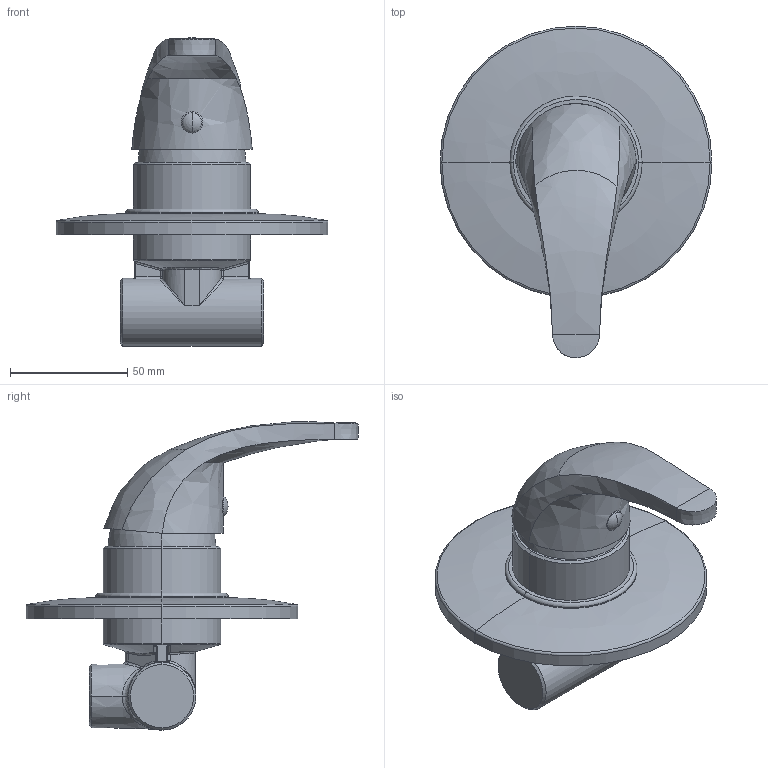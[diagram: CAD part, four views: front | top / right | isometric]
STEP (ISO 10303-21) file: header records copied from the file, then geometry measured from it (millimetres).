
FILE_DESCRIPTION((''),'2;1');
FILE_NAME('PE010CR_SW0001','2024-09-23T13:48:10',('alberto.gaboardi'),('PAFFONI SpA'),'CREO PARAMETRIC BY PTC INC, 2022124','CREO PARAMETRIC BY PTC INC, 2022124','');
FILE_SCHEMA(('CONFIG_CONTROL_DESIGN','SHAPE_APPEARANCE_LAYERS_GROUPS'));
Length unit declared in the file: millimetre
Products named in the file (1): PE010CR_SW0001
Bounding box: 116 x 141.6 x 131.52 mm (x, y, z)
Volume: 261821.8 mm3; surface area: 53937.3 mm2
Topology: 1 solids, 1 shells, 185 faces, 472 edges, 286 vertices
Faces by surface type: cylinder 51, bspline 48, plane 42, cone 22, torus 12, sphere 10
Entity records: 11253 total; most frequent: CARTESIAN_POINT 5868, ORIENTED_EDGE 932, DIRECTION 712, EDGE_CURVE 466, VERTEX_POINT 286, AXIS2_PLACEMENT_3D 284, EDGE_LOOP 196, FILL_AREA_STYLE_COLOUR 186
